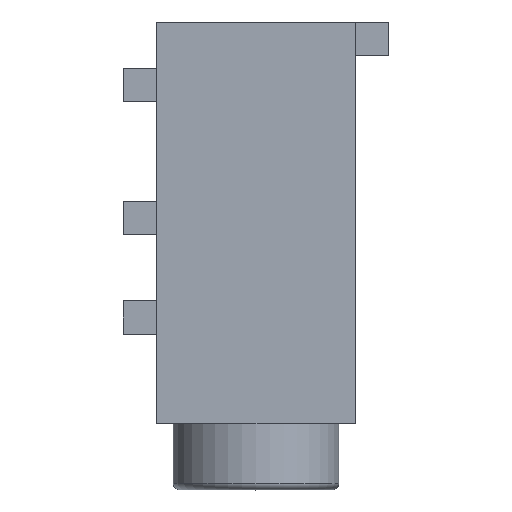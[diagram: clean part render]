
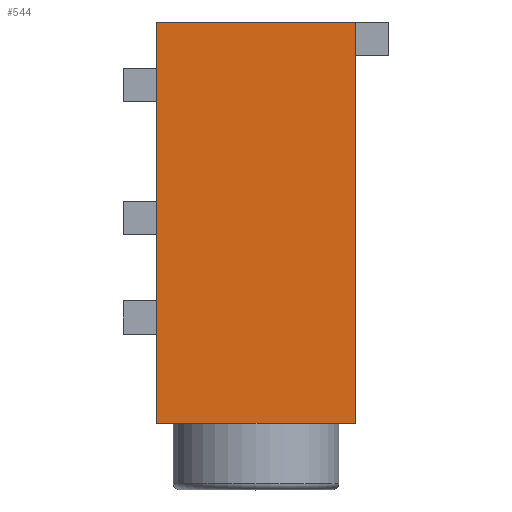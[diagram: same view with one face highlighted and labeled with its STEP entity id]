
A CAD part, top view. The second image highlights one B-rep face of the part: STEP entity #544.
In plain terms, the highlighted planar face has unit normal (0, 0, 1).
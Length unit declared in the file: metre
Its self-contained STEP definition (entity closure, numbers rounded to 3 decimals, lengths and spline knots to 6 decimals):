
#82=ORIENTED_EDGE('',*,*,#210,.F.);
#83=ORIENTED_EDGE('',*,*,#214,.T.);
#84=ORIENTED_EDGE('',*,*,#196,.T.);
#85=ORIENTED_EDGE('',*,*,#191,.T.);
#86=ORIENTED_EDGE('',*,*,#217,.F.);
#191=EDGE_CURVE('',#263,#262,#312,.T.);
#196=EDGE_CURVE('',#266,#263,#316,.T.);
#210=EDGE_CURVE('',#280,#281,#330,.T.);
#214=EDGE_CURVE('',#280,#266,#333,.T.);
#217=EDGE_CURVE('',#281,#262,#336,.T.);
#262=VERTEX_POINT('',#880);
#263=VERTEX_POINT('',#882);
#266=VERTEX_POINT('',#889);
#280=VERTEX_POINT('',#919);
#281=VERTEX_POINT('',#921);
#312=LINE('',#881,#371);
#316=LINE('',#891,#375);
#330=LINE('',#920,#389);
#333=LINE('',#927,#392);
#336=LINE('',#932,#395);
#371=VECTOR('',#728,1.);
#375=VECTOR('',#736,1.);
#389=VECTOR('',#752,1.);
#392=VECTOR('',#759,1.);
#395=VECTOR('',#764,1.);
#432=EDGE_LOOP('',(#82,#83,#84,#85,#86));
#475=FACE_BOUND('',#432,.T.);
#518=PLANE('',#683);
#544=ADVANCED_FACE('',(#475),#518,.T.);
#683=AXIS2_PLACEMENT_3D('',#936,#767,#768);
#728=DIRECTION('',(0.,1.,0.));
#736=DIRECTION('',(1.,0.,0.));
#752=DIRECTION('',(0.,1.,0.));
#759=DIRECTION('',(1.,0.,0.));
#764=DIRECTION('',(1.,0.,0.));
#767=DIRECTION('',(0.,0.,1.));
#768=DIRECTION('',(1.,0.,0.));
#880=CARTESIAN_POINT('',(0.003,0.0121,0.005));
#881=CARTESIAN_POINT('',(0.003,0.00605,0.005));
#882=CARTESIAN_POINT('',(0.003,0.,0.005));
#889=CARTESIAN_POINT('',(0.,0.,0.005));
#891=CARTESIAN_POINT('',(0.,0.,0.005));
#919=CARTESIAN_POINT('',(-0.003,0.,0.005));
#920=CARTESIAN_POINT('',(-0.003,0.00605,0.005));
#921=CARTESIAN_POINT('',(-0.003,0.0121,0.005));
#927=CARTESIAN_POINT('',(0.,0.,0.005));
#932=CARTESIAN_POINT('',(0.,0.0121,0.005));
#936=CARTESIAN_POINT('',(0.,0.00605,0.005));
